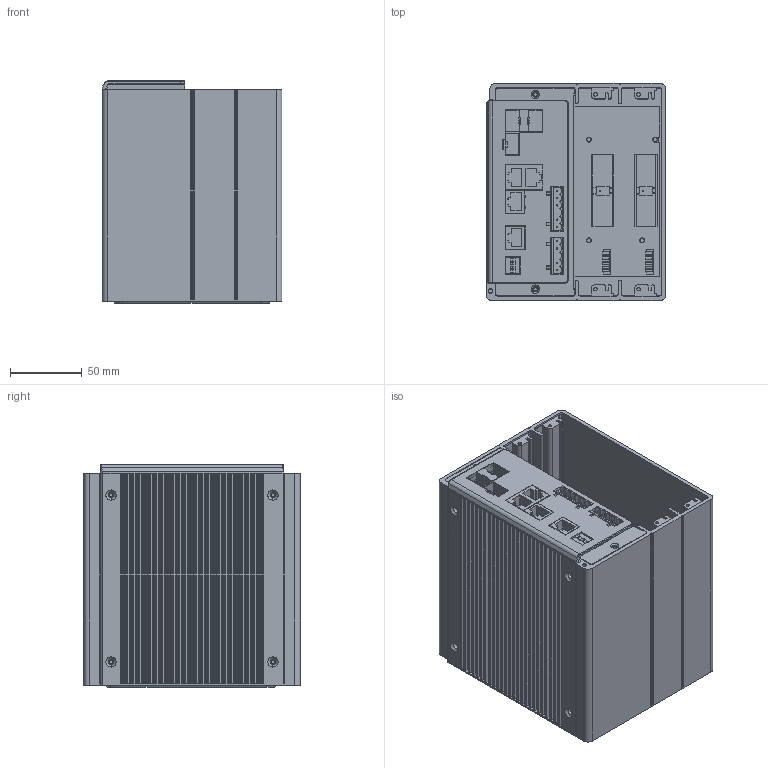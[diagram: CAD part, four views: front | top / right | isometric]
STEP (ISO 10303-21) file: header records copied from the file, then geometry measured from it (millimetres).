
FILE_DESCRIPTION((''),'2;1');
FILE_NAME('PRT0001','2014-04-04T',('Sam_Liu'),(''),'PRO/ENGINEER BY PARAMETRIC TECHNOLOGY CORPORATION, 2009360','PRO/ENGINEER BY PARAMETRIC TECHNOLOGY CORPORATION, 2009360','');
FILE_SCHEMA(('CONFIG_CONTROL_DESIGN'));
Products named in the file (1): PRT0001
Bounding box: 125 x 151 x 154.9 mm (x, y, z)
Volume: 613242.9 mm3; surface area: 465453.4 mm2
Topology: 2 solids, 7 shells, 2886 faces, 7382 edges, 4768 vertices
Faces by surface type: plane 1800, cylinder 951, cone 48, torus 43, sphere 33, bspline 7, extrusion 4
Entity records: 87535 total; most frequent: CARTESIAN_POINT 15705, DIRECTION 15061, ORIENTED_EDGE 14698, EDGE_CURVE 7349, VECTOR 5187, LINE 5183, AXIS2_PLACEMENT_3D 4937, VERTEX_POINT 4768
